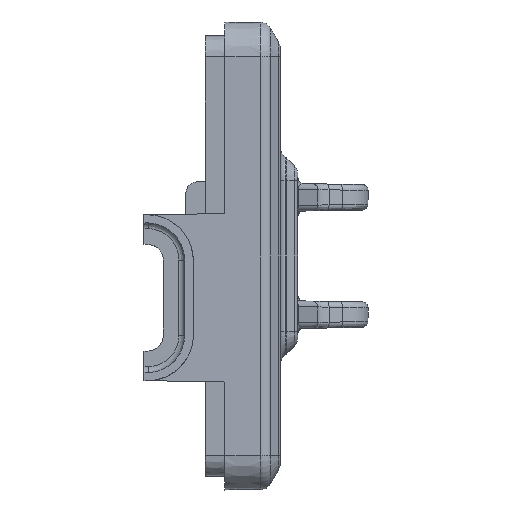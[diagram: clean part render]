
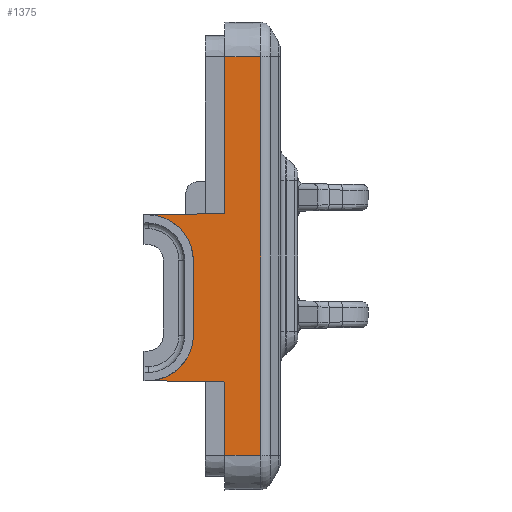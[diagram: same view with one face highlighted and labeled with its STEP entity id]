
A CAD part, left-side view. The second image highlights one B-rep face of the part: STEP entity #1375.
In plain terms, the highlighted planar face has unit normal (-1, -0.009, 0).
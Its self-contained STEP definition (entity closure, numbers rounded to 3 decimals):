
#192 = DIRECTION ( 'NONE',  ( 0., 0., -1. ) ) ;
#240 = DIRECTION ( 'NONE',  ( 0.009, -1., -0.017 ) ) ;
#262 = AXIS2_PLACEMENT_3D ( 'NONE', #10465, #4394, #6867 ) ;
#711 = CARTESIAN_POINT ( 'NONE',  ( -30.159, 11.529, -10.744 ) ) ;
#856 = EDGE_CURVE ( 'NONE', #8019, #8407, #4545, .T. ) ;
#1003 = VERTEX_POINT ( 'NONE', #10077 ) ;
#1042 = EDGE_CURVE ( 'NONE', #4877, #1716, #9538, .T. ) ;
#1063 = LINE ( 'NONE', #3843, #11242 ) ;
#1236 = VERTEX_POINT ( 'NONE', #8804 ) ;
#1270 = DIRECTION ( 'NONE',  ( 0.009, -1., 0.017 ) ) ;
#1296 = ORIENTED_EDGE ( 'NONE', *, *, #7839, .T. ) ;
#1324 = LINE ( 'NONE', #2236, #7615 ) ;
#1375 = ADVANCED_FACE ( 'NONE', ( #10410 ), #2581, .T. ) ;
#1716 = VERTEX_POINT ( 'NONE', #8281 ) ;
#2146 = LINE ( 'NONE', #5624, #5747 ) ;
#2169 = ORIENTED_EDGE ( 'NONE', *, *, #6580, .T. ) ;
#2236 = CARTESIAN_POINT ( 'NONE',  ( -30.158, 11.497, 3.545 ) ) ;
#2372 = CARTESIAN_POINT ( 'NONE',  ( -30.073, 1.708, -17.17 ) ) ;
#2376 = EDGE_CURVE ( 'NONE', #1003, #10403, #1063, .T. ) ;
#2581 = PLANE ( 'NONE',  #262 ) ;
#2941 = LINE ( 'NONE', #10551, #7953 ) ;
#3398 = CARTESIAN_POINT ( 'NONE',  ( -30.158, 11.483, 3.545 ) ) ;
#3424 = CARTESIAN_POINT ( 'NONE',  ( -30.158, 11.46, 3.545 ) ) ;
#3618 = VERTEX_POINT ( 'NONE', #6634 ) ;
#3843 = CARTESIAN_POINT ( 'NONE',  ( -30.124, 7.51, 17.17 ) ) ;
#4054 = VERTEX_POINT ( 'NONE', #10926 ) ;
#4391 = CARTESIAN_POINT ( 'NONE',  ( -30.1, 4.8, -10.861 ) ) ;
#4394 = DIRECTION ( 'NONE',  ( -1., -0.009, 0. ) ) ;
#4446 = LINE ( 'NONE', #8730, #4799 ) ;
#4467 = EDGE_CURVE ( 'NONE', #1236, #8121, #8551, .T. ) ;
#4545 = LINE ( 'NONE', #9625, #7544 ) ;
#4799 = VECTOR ( 'NONE', #5358, 1000. ) ;
#4877 = VERTEX_POINT ( 'NONE', #9975 ) ;
#4887 = CARTESIAN_POINT ( 'NONE',  ( -30.159, 11.529, 3.544 ) ) ;
#5010 = CARTESIAN_POINT ( 'NONE',  ( -30.1, 4.8, 17.17 ) ) ;
#5150 = CARTESIAN_POINT ( 'NONE',  ( -30.124, 7.51, -9.141 ) ) ;
#5328 = VERTEX_POINT ( 'NONE', #2372 ) ;
#5346 = EDGE_CURVE ( 'NONE', #5328, #8019, #4446, .T. ) ;
#5358 = DIRECTION ( 'NONE',  ( 0., 0., 1. ) ) ;
#5543 = EDGE_LOOP ( 'NONE', ( #8357, #7224, #10948, #8998, #10016, #8014, #10112, #11003, #2169, #1296, #7459 ) ) ;
#5624 = CARTESIAN_POINT ( 'NONE',  ( -30.1, 4.8, 17.17 ) ) ;
#5747 = VECTOR ( 'NONE', #9101, 1000. ) ;
#5789 = CARTESIAN_POINT ( 'NONE',  ( -30.124, 7.51, -6.795 ) ) ;
#5825 = CARTESIAN_POINT ( 'NONE',  ( -30.124, 7.51, 1.908 ) ) ;
#5850 = CARTESIAN_POINT ( 'NONE',  ( -30.158, 11.46, 3.545 ) ) ;
#5939 = CARTESIAN_POINT ( 'NONE',  ( -30.138, 9.146, 3.545 ) ) ;
#5974 =( BOUNDED_CURVE ( )  B_SPLINE_CURVE ( 3, ( #7666, #5150, #7614, #711 ),
 .UNSPECIFIED., .F., .T. ) 
 B_SPLINE_CURVE_WITH_KNOTS ( ( 4, 4 ),
 ( 3.142, 4.73 ),
 .UNSPECIFIED. ) 
 CURVE ( )  GEOMETRIC_REPRESENTATION_ITEM ( )  RATIONAL_B_SPLINE_CURVE ( ( 1., 0.801, 0.801, 1. ) ) 
 REPRESENTATION_ITEM ( '' )  );
#6041 = CARTESIAN_POINT ( 'NONE',  ( -30.1, 4.8, 17.17 ) ) ;
#6179 = LINE ( 'NONE', #9661, #8487 ) ;
#6244 = DIRECTION ( 'NONE',  ( -0.009, 1., 0. ) ) ;
#6422 = DIRECTION ( 'NONE',  ( 0.009, -1., 0. ) ) ;
#6580 = EDGE_CURVE ( 'NONE', #10403, #4054, #5974, .T. ) ;
#6634 = CARTESIAN_POINT ( 'NONE',  ( -30.1, 4.8, 3.661 ) ) ;
#6764 = CARTESIAN_POINT ( 'NONE',  ( -30.159, 11.506, 3.544 ) ) ;
#6771 =( BOUNDED_CURVE ( )  B_SPLINE_CURVE ( 3, ( #3424, #5939, #5825, #11095 ),
 .UNSPECIFIED., .F., .T. ) 
 B_SPLINE_CURVE_WITH_KNOTS ( ( 4, 4 ),
 ( 1.571, 3.142 ),
 .UNSPECIFIED. ) 
 CURVE ( )  GEOMETRIC_REPRESENTATION_ITEM ( )  RATIONAL_B_SPLINE_CURVE ( ( 1., 0.805, 0.805, 1. ) ) 
 REPRESENTATION_ITEM ( '' )  );
#6808 = CARTESIAN_POINT ( 'NONE',  ( -30.073, 1.708, 17.17 ) ) ;
#6867 = DIRECTION ( 'NONE',  ( 0.009, -1., 0. ) ) ;
#7224 = ORIENTED_EDGE ( 'NONE', *, *, #5346, .T. ) ;
#7459 = ORIENTED_EDGE ( 'NONE', *, *, #4467, .F. ) ;
#7544 = VECTOR ( 'NONE', #6244, 1000. ) ;
#7559 = EDGE_CURVE ( 'NONE', #3618, #8407, #2146, .T. ) ;
#7614 = CARTESIAN_POINT ( 'NONE',  ( -30.138, 9.183, -10.785 ) ) ;
#7615 = VECTOR ( 'NONE', #1270, 1000. ) ;
#7666 = CARTESIAN_POINT ( 'NONE',  ( -30.124, 7.51, -6.795 ) ) ;
#7839 = EDGE_CURVE ( 'NONE', #4054, #8121, #6179, .T. ) ;
#7953 = VECTOR ( 'NONE', #6422, 1000. ) ;
#8014 = ORIENTED_EDGE ( 'NONE', *, *, #1042, .T. ) ;
#8019 = VERTEX_POINT ( 'NONE', #6808 ) ;
#8121 = VERTEX_POINT ( 'NONE', #4391 ) ;
#8281 = CARTESIAN_POINT ( 'NONE',  ( -30.158, 11.46, 3.545 ) ) ;
#8357 = ORIENTED_EDGE ( 'NONE', *, *, #8753, .T. ) ;
#8407 = VERTEX_POINT ( 'NONE', #6041 ) ;
#8413 = EDGE_CURVE ( 'NONE', #1716, #1003, #6771, .T. ) ;
#8487 = VECTOR ( 'NONE', #240, 1000. ) ;
#8494 = DIRECTION ( 'NONE',  ( 0., 0., 1. ) ) ;
#8551 = LINE ( 'NONE', #5010, #9881 ) ;
#8730 = CARTESIAN_POINT ( 'NONE',  ( -30.073, 1.708, 17.17 ) ) ;
#8753 = EDGE_CURVE ( 'NONE', #1236, #5328, #2941, .T. ) ;
#8804 = CARTESIAN_POINT ( 'NONE',  ( -30.1, 4.8, -17.17 ) ) ;
#8998 = ORIENTED_EDGE ( 'NONE', *, *, #7559, .F. ) ;
#9101 = DIRECTION ( 'NONE',  ( 0., 0., 1. ) ) ;
#9538 =( BOUNDED_CURVE ( )  B_SPLINE_CURVE ( 3, ( #4887, #6764, #3398, #5850 ),
 .UNSPECIFIED., .F., .T. ) 
 B_SPLINE_CURVE_WITH_KNOTS ( ( 4, 4 ),
 ( 1.553, 1.571 ),
 .UNSPECIFIED. ) 
 CURVE ( )  GEOMETRIC_REPRESENTATION_ITEM ( )  RATIONAL_B_SPLINE_CURVE ( ( 1., 1., 1., 1. ) ) 
 REPRESENTATION_ITEM ( '' )  );
#9625 = CARTESIAN_POINT ( 'NONE',  ( -30.1, 4.8, 17.17 ) ) ;
#9661 = CARTESIAN_POINT ( 'NONE',  ( -30.104, 5.289, -10.853 ) ) ;
#9881 = VECTOR ( 'NONE', #8494, 1000. ) ;
#9975 = CARTESIAN_POINT ( 'NONE',  ( -30.159, 11.529, 3.544 ) ) ;
#10016 = ORIENTED_EDGE ( 'NONE', *, *, #10736, .F. ) ;
#10077 = CARTESIAN_POINT ( 'NONE',  ( -30.124, 7.51, -0.405 ) ) ;
#10112 = ORIENTED_EDGE ( 'NONE', *, *, #8413, .T. ) ;
#10403 = VERTEX_POINT ( 'NONE', #5789 ) ;
#10410 = FACE_OUTER_BOUND ( 'NONE', #5543, .T. ) ;
#10465 = CARTESIAN_POINT ( 'NONE',  ( -30.1, 4.8, 17.17 ) ) ;
#10551 = CARTESIAN_POINT ( 'NONE',  ( -30.1, 4.8, -17.17 ) ) ;
#10736 = EDGE_CURVE ( 'NONE', #4877, #3618, #1324, .T. ) ;
#10926 = CARTESIAN_POINT ( 'NONE',  ( -30.159, 11.529, -10.744 ) ) ;
#10948 = ORIENTED_EDGE ( 'NONE', *, *, #856, .T. ) ;
#11003 = ORIENTED_EDGE ( 'NONE', *, *, #2376, .T. ) ;
#11095 = CARTESIAN_POINT ( 'NONE',  ( -30.124, 7.51, -0.405 ) ) ;
#11242 = VECTOR ( 'NONE', #192, 1000. ) ;
